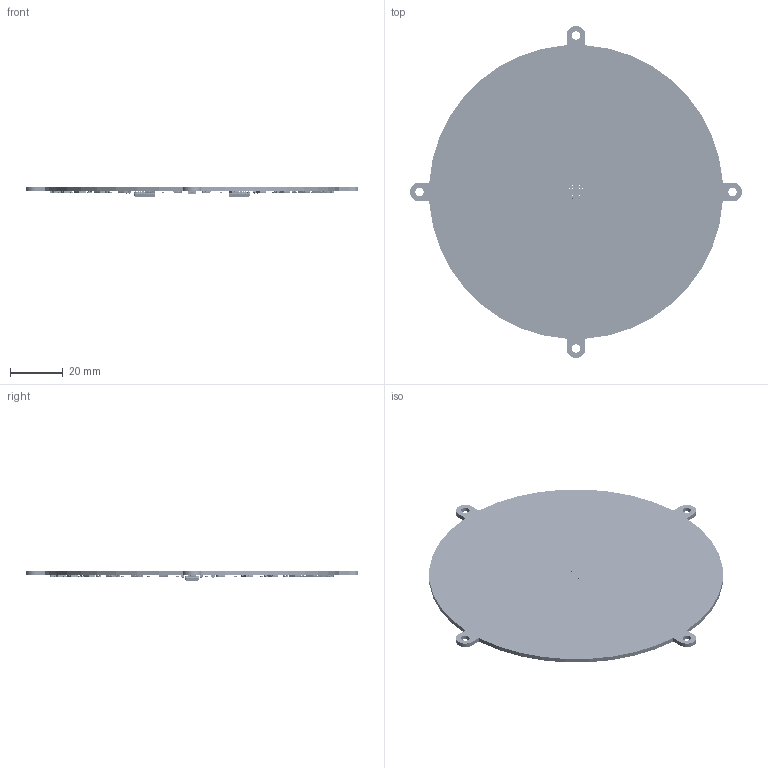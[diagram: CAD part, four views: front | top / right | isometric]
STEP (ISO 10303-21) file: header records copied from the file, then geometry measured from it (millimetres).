
FILE_DESCRIPTION(('KiCad electronic assembly'),'2;1');
FILE_NAME('l1.step','2024-12-21T01:16:22',('Pcbnew'),('Kicad'), 'Open CASCADE STEP processor 7.7','KiCad to STEP converter','Unknown' );
FILE_SCHEMA(('AUTOMOTIVE_DESIGN { 1 0 10303 214 1 1 1 1 }'));
Length unit declared in the file: millimetre
Products named in the file (14): l1 1; R0603; Resistor_0603_Text; led0603; LED_0603 v5; led2835; Document; C0603; Resonator_SMD_Murata_CSTxExxV-3Pin_3.0x1.1mm; muRata_CSTxExxV; SSOP-24_5.3x8.2mm_P0.65mm; SSOP_24_53x82mm_P065mm; _autosave-l1_PCB
Assembly tree (106 placements, depth 3):
  l1 1
    R0603  x34
      Resistor_0603_Text
    led0603  x30
      LED_0603 v5
    led2835  x30
      Document
    C0603  x2
      C0603
    Resonator_SMD_Murata_CSTxExxV-3Pin_3.0x1.1mm
      muRata_CSTxExxV
    SSOP-24_5.3x8.2mm_P0.65mm  x2
      SSOP_24_53x82mm_P065mm
    _autosave-l1_PCB
Bounding box: 126.4 x 126.4 x 3.75 mm (x, y, z)
Volume: 16407.7 mm3; surface area: 23513.2 mm2
Topology: 548 solids, 578 shells, 18191 faces, 46319 edges, 28894 vertices
Faces by surface type: plane 7456, cylinder 3615, bspline 3216, extrusion 2312, torus 840, sphere 752
Full cylindrical faces by diameter (mm): 0.03 x90, 0.112 x30, 0.115 x30, 0.2 x25, 0.5 x2, 3.2 x4
Entity records: 39280 total; most frequent: CARTESIAN_POINT 8163, ORIENTED_EDGE 5880, DIRECTION 5107, EDGE_CURVE 2941, VECTOR 1849, VERTEX_POINT 1842, LINE 1781, AXIS2_PLACEMENT_3D 1629
